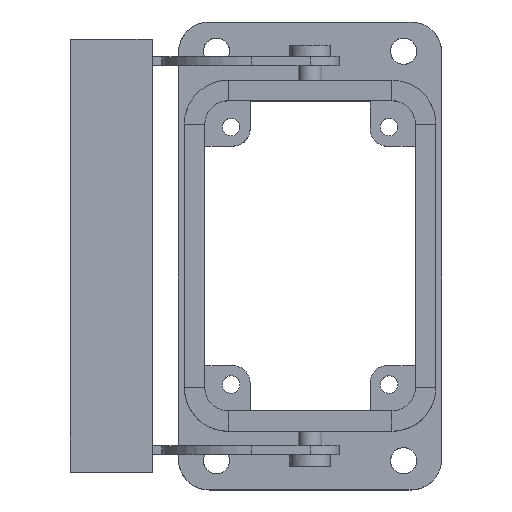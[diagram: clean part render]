
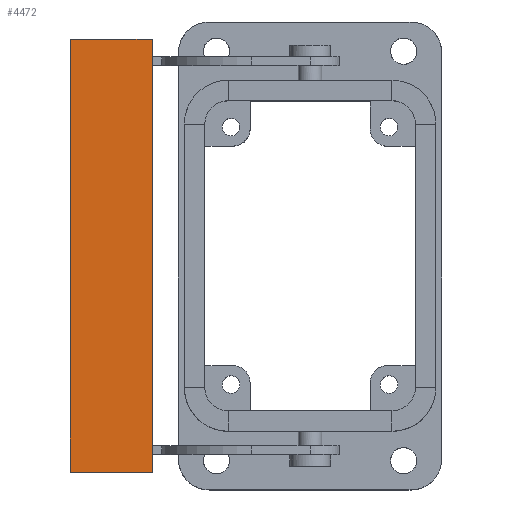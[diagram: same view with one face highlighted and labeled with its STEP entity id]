
A CAD part, top view. The second image highlights one B-rep face of the part: STEP entity #4472.
In plain terms, the highlighted planar face has unit normal (0, 0, 1).
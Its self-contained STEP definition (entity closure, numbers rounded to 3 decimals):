
#4459=AXIS2_PLACEMENT_3D('Plane Axis2P3D',#4456,#4457,#4458) ;
#3403=CARTESIAN_POINT('Vertex',(14.,3.,37.8)) ;
#3419=CARTESIAN_POINT('Vertex',(14.,77.,37.8)) ;
#3422=CARTESIAN_POINT('Line Origine',(14.,40.,37.8)) ;
#4373=CARTESIAN_POINT('Line Origine',(7.,3.,37.8)) ;
#4377=CARTESIAN_POINT('Vertex',(0.,3.,37.8)) ;
#4440=CARTESIAN_POINT('Vertex',(0.,77.,37.8)) ;
#4443=CARTESIAN_POINT('Line Origine',(7.,77.,37.8)) ;
#4456=CARTESIAN_POINT('Axis2P3D Location',(0.,40.,37.8)) ;
#4461=CARTESIAN_POINT('Line Origine',(0.,40.,37.8)) ;
#3423=DIRECTION('Vector Direction',(0.,-1.,0.)) ;
#4374=DIRECTION('Vector Direction',(1.,0.,0.)) ;
#4444=DIRECTION('Vector Direction',(1.,0.,0.)) ;
#4457=DIRECTION('Axis2P3D Direction',(0.,0.,-1.)) ;
#4458=DIRECTION('Axis2P3D XDirection',(1.,0.,0.)) ;
#4462=DIRECTION('Vector Direction',(0.,-1.,0.)) ;
#3424=VECTOR('Line Direction',#3423,1.) ;
#4375=VECTOR('Line Direction',#4374,1.) ;
#4445=VECTOR('Line Direction',#4444,1.) ;
#4463=VECTOR('Line Direction',#4462,1.) ;
#4467=ORIENTED_EDGE('',*,*,#4379,.T.) ;
#4468=ORIENTED_EDGE('',*,*,#3426,.T.) ;
#4469=ORIENTED_EDGE('',*,*,#4447,.F.) ;
#4470=ORIENTED_EDGE('',*,*,#4465,.F.) ;
#4472=ADVANCED_FACE('1140390000_S.1\\Boden',(#4471),#4460,.F.) ;
#3426=EDGE_CURVE('',#3404,#3420,#3425,.F.) ;
#4379=EDGE_CURVE('',#4378,#3404,#4376,.T.) ;
#4447=EDGE_CURVE('',#4441,#3420,#4446,.T.) ;
#4465=EDGE_CURVE('',#4378,#4441,#4464,.F.) ;
#4466=EDGE_LOOP('',(#4467,#4468,#4469,#4470)) ;
#4471=FACE_OUTER_BOUND('',#4466,.T.) ;
#3425=LINE('Line',#3422,#3424) ;
#4376=LINE('Line',#4373,#4375) ;
#4446=LINE('Line',#4443,#4445) ;
#4464=LINE('Line',#4461,#4463) ;
#4460=PLANE('',#4459) ;
#3404=VERTEX_POINT('',#3403) ;
#3420=VERTEX_POINT('',#3419) ;
#4378=VERTEX_POINT('',#4377) ;
#4441=VERTEX_POINT('',#4440) ;
